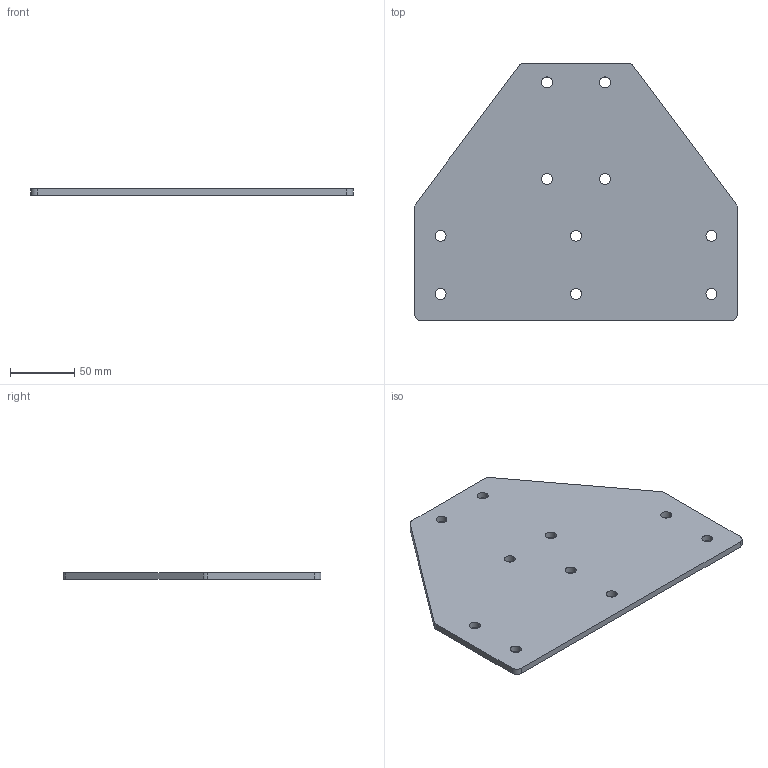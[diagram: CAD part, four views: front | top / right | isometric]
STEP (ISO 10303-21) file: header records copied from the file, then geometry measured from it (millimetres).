
FILE_DESCRIPTION (( 'STEP AP203' ), '1' );
FILE_NAME ('90x90ÜÇ YÖNLÜ BAÐ.SAC-güncel.STEP', '2013-09-17T10:37:58', ( 'Kadir' ), ( '' ), 'SwSTEP 2.0', 'SolidWorks 2013', '' );
FILE_SCHEMA (( 'CONFIG_CONTROL_DESIGN' ));
Length unit declared in the file: millimetre
Products named in the file (1): 90x90ÜÇ YÖNLÜ BAÐ.SAC-güncel
Bounding box: 250 x 200 x 5 mm (x, y, z)
Volume: 201722.1 mm3; surface area: 85947.8 mm2
Topology: 1 solids, 1 shells, 34 faces, 96 edges, 64 vertices
Faces by surface type: cylinder 26, plane 8
Entity records: 1249 total; most frequent: DIRECTION 218, CARTESIAN_POINT 195, ORIENTED_EDGE 192, EDGE_CURVE 96, AXIS2_PLACEMENT_3D 87, VERTEX_POINT 64, EDGE_LOOP 54, CIRCLE 52
